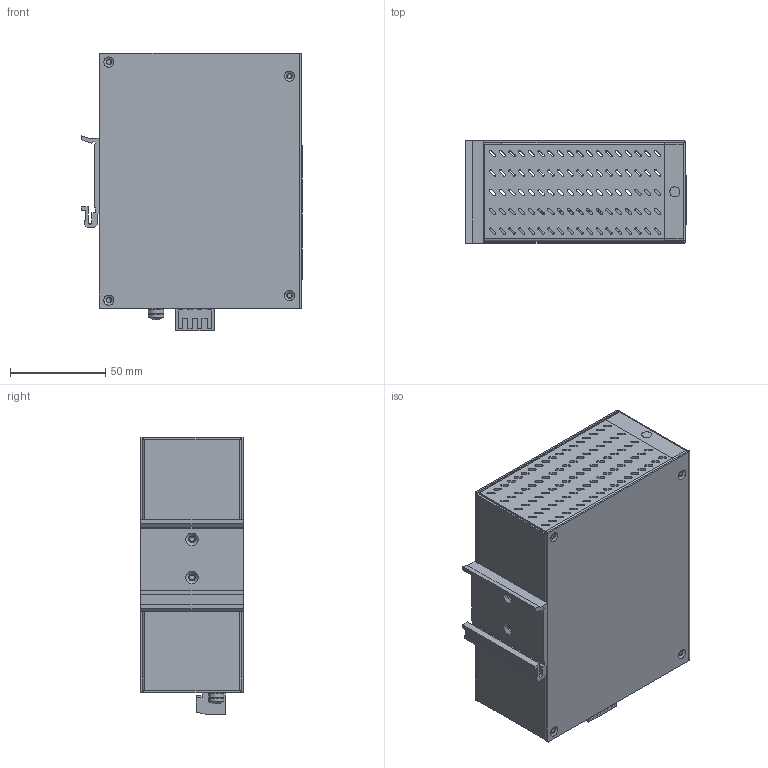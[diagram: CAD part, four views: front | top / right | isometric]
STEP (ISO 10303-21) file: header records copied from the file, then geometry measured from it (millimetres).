
FILE_DESCRIPTION (( 'STEP AP214' ), '1' );
FILE_NAME ('SE2-SW8UG-T.STEP', '2018-06-27T13:03:39', ( '' ), ( '' ), 'SwSTEP 2.0', 'SolidWorks 2017', '' );
FILE_SCHEMA (( 'AUTOMOTIVE_DESIGN' ));
Length unit declared in the file: inch
Products named in the file (1): SE2-SW8UG-T
Bounding box: 116.05 x 53.6 x 145.58 mm (x, y, z)
Volume: 123563.7 mm3; surface area: 172195.3 mm2
Topology: 24 solids, 24 shells, 1758 faces, 4877 edges, 3245 vertices
Faces by surface type: plane 1181, cylinder 470, torus 64, cone 42, sphere 1
Full cylindrical faces by diameter (mm): 0.6 x4, 1.3 x8, 2.5 x12, 2.8 x10, 3 x10, 3.1 x2, 3.5 x14, 3.6 x4, 3.8 x4, 4 x16, 5 x5, 6.3 x12, 8 x2
Entity records: 69702 total; most frequent: CARTESIAN_POINT 11694, ORIENTED_EDGE 9126, DIRECTION 9097, EDGE_CURVE 4563, LINE 3453, VECTOR 3453, VERTEX_POINT 3140, AXIS2_PLACEMENT_3D 2822
